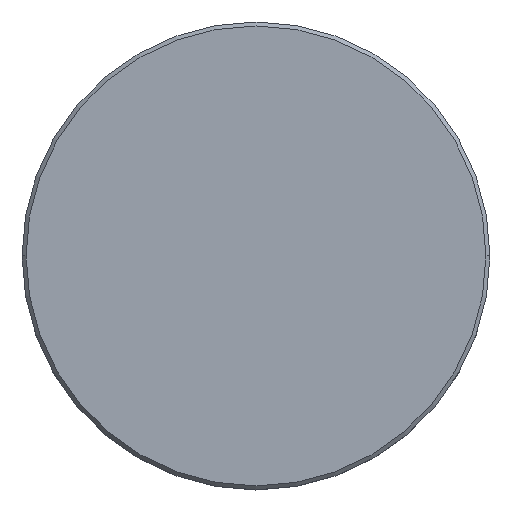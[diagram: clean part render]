
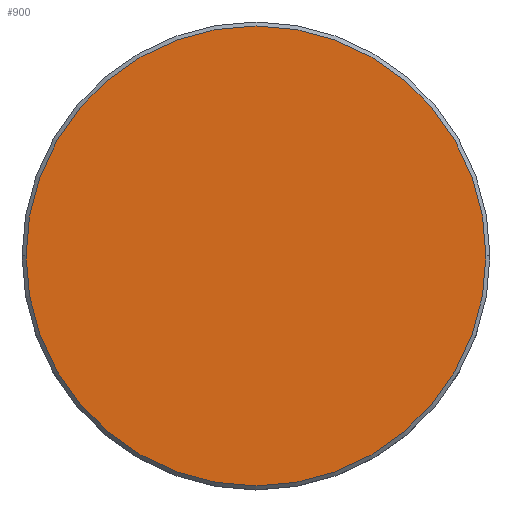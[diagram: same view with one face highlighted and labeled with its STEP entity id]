
A CAD part, top view. The second image highlights one B-rep face of the part: STEP entity #900.
In plain terms, the highlighted planar face has unit normal (0, 0, 1).
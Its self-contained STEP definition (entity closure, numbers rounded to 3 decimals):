
#23 = DIRECTION ( 'NONE',  ( 1., 0., 0. ) ) ;
#43 = DIRECTION ( 'NONE',  ( 1., 0., 0. ) ) ;
#67 = DIRECTION ( 'NONE',  ( 0., 0., 1. ) ) ;
#100 = ORIENTED_EDGE ( 'NONE', *, *, #359, .T. ) ;
#115 = VERTEX_POINT ( 'NONE', #515 ) ;
#119 = CARTESIAN_POINT ( 'NONE',  ( 0., 0., 0. ) ) ;
#218 = DIRECTION ( 'NONE',  ( 0., 0., 1. ) ) ;
#249 = PLANE ( 'NONE',  #1134 ) ;
#281 = AXIS2_PLACEMENT_3D ( 'NONE', #119, #218, #23 ) ;
#319 = CIRCLE ( 'NONE', #281, 29. ) ;
#333 = CARTESIAN_POINT ( 'NONE',  ( 29., 0., 0. ) ) ;
#359 = EDGE_CURVE ( 'NONE', #1128, #115, #319, .T. ) ;
#433 = CARTESIAN_POINT ( 'NONE',  ( 0., 0., 0. ) ) ;
#448 = CIRCLE ( 'NONE', #843, 29. ) ;
#489 = EDGE_LOOP ( 'NONE', ( #731, #100 ) ) ;
#515 = CARTESIAN_POINT ( 'NONE',  ( -29., 0., 0. ) ) ;
#586 = EDGE_CURVE ( 'NONE', #115, #1128, #448, .T. ) ;
#731 = ORIENTED_EDGE ( 'NONE', *, *, #586, .T. ) ;
#759 = DIRECTION ( 'NONE',  ( 1., 0., 0. ) ) ;
#843 = AXIS2_PLACEMENT_3D ( 'NONE', #1023, #942, #759 ) ;
#900 = ADVANCED_FACE ( 'NONE', ( #1157 ), #249, .T. ) ;
#942 = DIRECTION ( 'NONE',  ( 0., 0., 1. ) ) ;
#1023 = CARTESIAN_POINT ( 'NONE',  ( 0., 0., 0. ) ) ;
#1128 = VERTEX_POINT ( 'NONE', #333 ) ;
#1134 = AXIS2_PLACEMENT_3D ( 'NONE', #433, #67, #43 ) ;
#1157 = FACE_OUTER_BOUND ( 'NONE', #489, .T. ) ;
